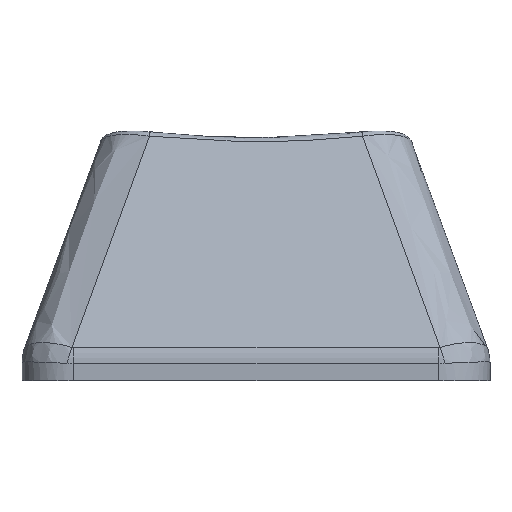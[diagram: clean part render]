
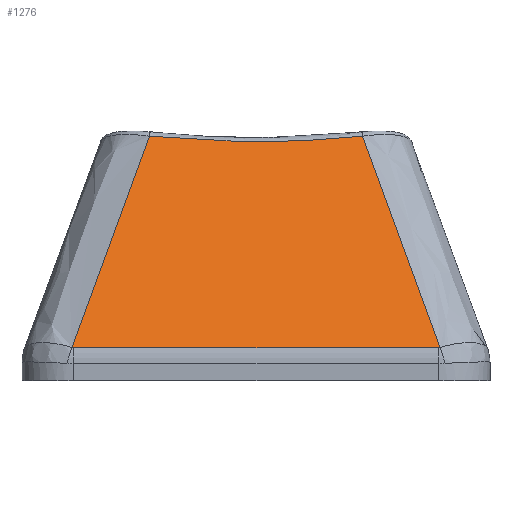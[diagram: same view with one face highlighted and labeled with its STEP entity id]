
A CAD part, front view. The second image highlights one B-rep face of the part: STEP entity #1276.
In plain terms, the highlighted planar face has unit normal (0, -0.909, 0.417).
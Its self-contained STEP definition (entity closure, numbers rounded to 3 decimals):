
#14=PLANE('',#1368);
#41=ELLIPSE('',#1361,1.2,0.5);
#43=ELLIPSE('',#1366,1.2,0.5);
#49=LINE('',#2263,#104);
#104=VECTOR('',#1463,10.);
#265=FACE_OUTER_BOUND('',#347,.T.);
#347=EDGE_LOOP('',(#953,#954,#955,#956,#957,#958));
#457=B_SPLINE_CURVE_WITH_KNOTS('',3,(#2423,#2424,#2425,#2426),
 .UNSPECIFIED.,.F.,.F.,(4,4),(-0.969,-0.018),
 .UNSPECIFIED.);
#459=B_SPLINE_CURVE_WITH_KNOTS('',3,(#2434,#2435,#2436,#2437),
 .UNSPECIFIED.,.F.,.F.,(4,4),(0.018,0.969),
 .UNSPECIFIED.);
#460=B_SPLINE_CURVE_WITH_KNOTS('',3,(#2438,#2439,#2440,#2441),
 .UNSPECIFIED.,.F.,.F.,(4,4),(-0.829,0.),.UNSPECIFIED.);
#556=VERTEX_POINT('',#2219);
#560=VERTEX_POINT('',#2253);
#562=VERTEX_POINT('',#2259);
#564=VERTEX_POINT('',#2280);
#570=VERTEX_POINT('',#2422);
#571=VERTEX_POINT('',#2433);
#701=EDGE_CURVE('',#556,#560,#41,.T.);
#704=EDGE_CURVE('',#560,#562,#49,.T.);
#707=EDGE_CURVE('',#562,#564,#43,.T.);
#718=EDGE_CURVE('',#564,#570,#457,.T.);
#720=EDGE_CURVE('',#571,#556,#459,.T.);
#721=EDGE_CURVE('',#570,#571,#460,.T.);
#953=ORIENTED_EDGE('',*,*,#707,.F.);
#954=ORIENTED_EDGE('',*,*,#704,.F.);
#955=ORIENTED_EDGE('',*,*,#701,.F.);
#956=ORIENTED_EDGE('',*,*,#720,.F.);
#957=ORIENTED_EDGE('',*,*,#721,.F.);
#958=ORIENTED_EDGE('',*,*,#718,.F.);
#1276=ADVANCED_FACE('',(#265),#14,.T.);
#1361=AXIS2_PLACEMENT_3D('',#2257,#1456,#1457);
#1366=AXIS2_PLACEMENT_3D('',#2284,#1468,#1469);
#1368=AXIS2_PLACEMENT_3D('',#2432,#1472,#1473);
#1456=DIRECTION('center_axis',(0.,0.909,-0.417));
#1457=DIRECTION('ref_axis',(0.,-0.417,-0.909));
#1463=DIRECTION('',(-1.,0.,0.));
#1468=DIRECTION('center_axis',(0.,0.909,-0.417));
#1469=DIRECTION('ref_axis',(0.,-0.417,-0.909));
#1472=DIRECTION('center_axis',(0.,-0.909,
0.417));
#1473=DIRECTION('ref_axis',(0.,-0.417,-0.909));
#2219=CARTESIAN_POINT('',(7.144,-8.94,0.306));
#2253=CARTESIAN_POINT('',(7.081,-8.944,0.298));
#2257=CARTESIAN_POINT('Origin',(7.081,-8.444,1.389));
#2259=CARTESIAN_POINT('',(-7.08,-8.944,0.298));
#2263=CARTESIAN_POINT('',(7.525,-8.944,0.298));
#2280=CARTESIAN_POINT('',(-7.144,-8.94,0.306));
#2284=CARTESIAN_POINT('Origin',(-7.08,-8.444,1.389));
#2422=CARTESIAN_POINT('',(-4.136,-5.185,8.501));
#2423=CARTESIAN_POINT('Ctrl Pts',(-7.144,-8.94,0.306));
#2424=CARTESIAN_POINT('Ctrl Pts',(-6.151,-7.687,3.041));
#2425=CARTESIAN_POINT('Ctrl Pts',(-5.151,-6.435,5.773));
#2426=CARTESIAN_POINT('Ctrl Pts',(-4.136,-5.185,8.501));
#2432=CARTESIAN_POINT('Origin',(5.969,-4.966,8.98));
#2433=CARTESIAN_POINT('',(4.136,-5.185,8.501));
#2434=CARTESIAN_POINT('Ctrl Pts',(4.136,-5.185,8.501));
#2435=CARTESIAN_POINT('Ctrl Pts',(5.151,-6.435,5.773));
#2436=CARTESIAN_POINT('Ctrl Pts',(6.151,-7.687,3.041));
#2437=CARTESIAN_POINT('Ctrl Pts',(7.144,-8.94,0.306));
#2438=CARTESIAN_POINT('Ctrl Pts',(-4.136,-5.185,8.501));
#2439=CARTESIAN_POINT('Ctrl Pts',(-1.391,-5.32,8.207));
#2440=CARTESIAN_POINT('Ctrl Pts',(1.391,-5.32,8.207));
#2441=CARTESIAN_POINT('Ctrl Pts',(4.136,-5.185,8.501));
